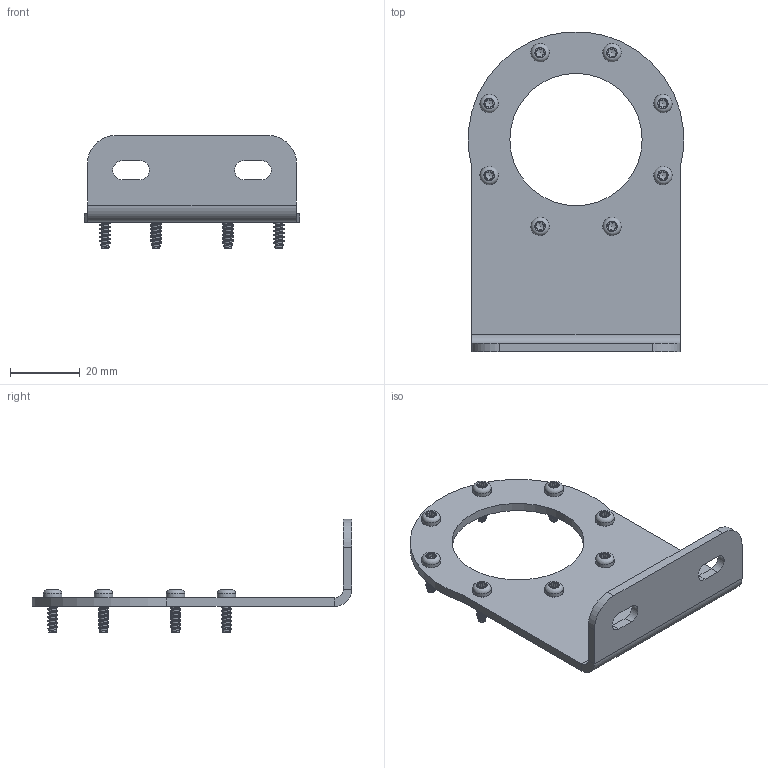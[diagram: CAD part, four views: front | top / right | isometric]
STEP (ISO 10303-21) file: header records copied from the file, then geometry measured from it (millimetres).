
FILE_DESCRIPTION(/* description */ (''),/* implementation_level */ '2;1');
FILE_NAME(/* name */ 'RL-A54.0100.stp',/* time_stamp */ '2020-04-22T13:54:18+02:00',/* author */ ('fberger'),/* organization */ (''),/* preprocessor_version */ 'ST-DEVELOPER v18',/* originating_system */ 'Autodesk Inventor 2020',/* authorisation */ '');
FILE_SCHEMA (('CONFIG_CONTROL_DESIGN'));
Length unit declared in the file: millimetre
Products named in the file (3): RL-A54.0100; RL-A300.0100; NOR-20151
Assembly tree (9 placements, depth 2):
  RL-A54.0100
    RL-A300.0100
    NOR-20151  x8
Bounding box: 61.8 x 91.88 x 32.5 mm (x, y, z)
Volume: 13392.1 mm3; surface area: 13135.3 mm2
Topology: 9 solids, 9 shells, 617 faces, 1709 edges, 1126 vertices
Faces by surface type: bspline 280, cylinder 218, cone 48, plane 31, torus 24, sphere 16
Full cylindrical faces by diameter (mm): 2.09 x56, 2.299 x8, 2.94 x8, 3.3 x8, 5.3 x8, 38 x1
Entity records: 15671 total; most frequent: CARTESIAN_POINT 13051, ORIENTED_EDGE 574, DIRECTION 445, EDGE_CURVE 287, VERTEX_POINT 188, AXIS2_PLACEMENT_3D 180, EDGE_LOOP 131, FACE_OUTER_BOUND 106
